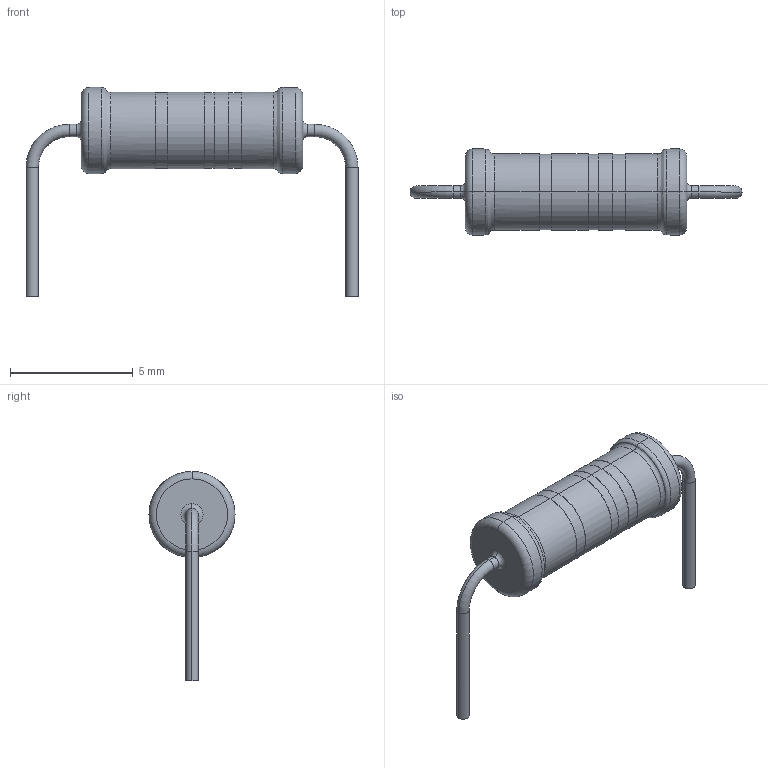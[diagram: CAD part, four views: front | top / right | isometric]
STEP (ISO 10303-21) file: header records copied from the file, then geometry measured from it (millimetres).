
FILE_DESCRIPTION (( 'STEP AP214' ), '1' );
FILE_NAME ('RES-TH_BD3.5-L9.0-P13.00-D0.5.step', '2022-07-28T09:12:36', ( '' ), ( '' ), 'SwSTEP 2.0', 'SolidWorks 2020', '' );
FILE_SCHEMA (( 'AUTOMOTIVE_DESIGN' ));
Length unit declared in the file: millimetre
Products named in the file (1): RES-TH_BD3.5-L9.0-P13.00-D0.5
Bounding box: 13.5 x 3.5 x 8.5 mm (x, y, z)
Volume: 74.7 mm3; surface area: 134 mm2
Topology: 1 solids, 1 shells, 280 faces, 725 edges, 474 vertices
Faces by surface type: plane 136, bspline 106, cylinder 26, torus 12
Entity records: 13063 total; most frequent: CARTESIAN_POINT 3814, ORIENTED_EDGE 1450, DIRECTION 919, EDGE_CURVE 725, VERTEX_POINT 474, LINE 441, VECTOR 441, EDGE_LOOP 307
